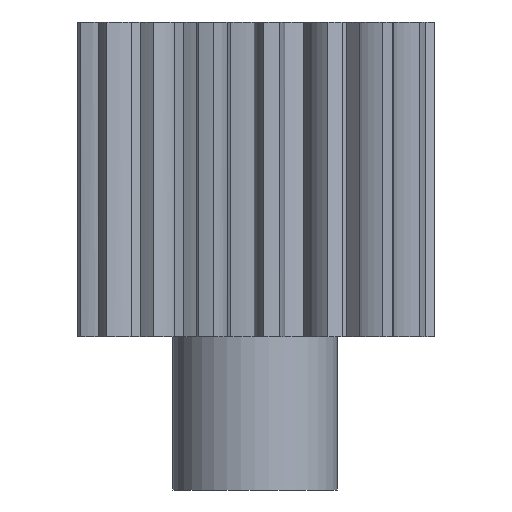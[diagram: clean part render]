
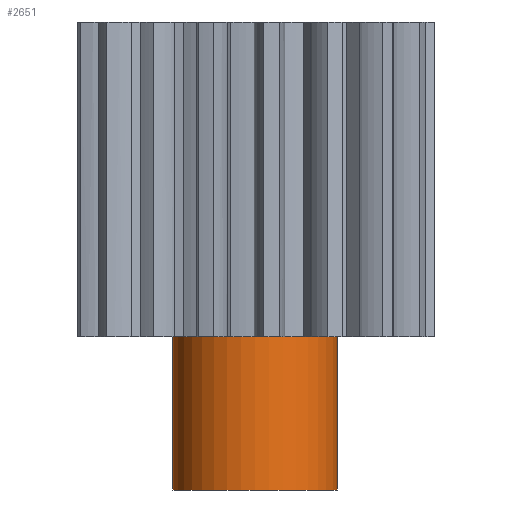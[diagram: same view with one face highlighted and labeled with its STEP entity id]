
A CAD part, front view. The second image highlights one B-rep face of the part: STEP entity #2651.
In plain terms, the highlighted cylindrical face has radius 3.925 mm (diameter 7.85 mm), a full revolution.
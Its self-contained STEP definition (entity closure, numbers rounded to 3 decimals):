
#49=CYLINDRICAL_SURFACE('',#2844,3.925);
#256=CIRCLE('',#2845,3.925);
#257=CIRCLE('',#2846,3.925);
#298=FACE_OUTER_BOUND('',#444,.T.);
#444=EDGE_LOOP('',(#1883,#1884,#1885,#1886));
#630=LINE('',#12471,#847);
#847=VECTOR('',#3117,3.925);
#1162=VERTEX_POINT('',#12468);
#1163=VERTEX_POINT('',#12470);
#1448=EDGE_CURVE('',#1162,#1162,#256,.T.);
#1449=EDGE_CURVE('',#1162,#1163,#630,.T.);
#1450=EDGE_CURVE('',#1163,#1163,#257,.T.);
#1883=ORIENTED_EDGE('',*,*,#1448,.F.);
#1884=ORIENTED_EDGE('',*,*,#1449,.T.);
#1885=ORIENTED_EDGE('',*,*,#1450,.F.);
#1886=ORIENTED_EDGE('',*,*,#1449,.F.);
#2651=ADVANCED_FACE('',(#298),#49,.T.);
#2844=AXIS2_PLACEMENT_3D('',#12467,#3113,#3114);
#2845=AXIS2_PLACEMENT_3D('',#12469,#3115,#3116);
#2846=AXIS2_PLACEMENT_3D('',#12472,#3118,#3119);
#3113=DIRECTION('center_axis',(0.,0.,-1.));
#3114=DIRECTION('ref_axis',(1.,0.,0.));
#3115=DIRECTION('center_axis',(0.,0.,-1.));
#3116=DIRECTION('ref_axis',(1.,0.,0.));
#3117=DIRECTION('',(0.,0.,1.));
#3118=DIRECTION('center_axis',(0.,0.,1.));
#3119=DIRECTION('ref_axis',(1.,0.,0.));
#12467=CARTESIAN_POINT('Origin',(0.,0.,
0.));
#12468=CARTESIAN_POINT('',(-3.925,0.,-7.3));
#12469=CARTESIAN_POINT('Origin',(0.,0.,
-7.3));
#12470=CARTESIAN_POINT('',(-3.925,0.,0.));
#12471=CARTESIAN_POINT('',(-3.925,0.,0.));
#12472=CARTESIAN_POINT('Origin',(0.,0.,
0.));
